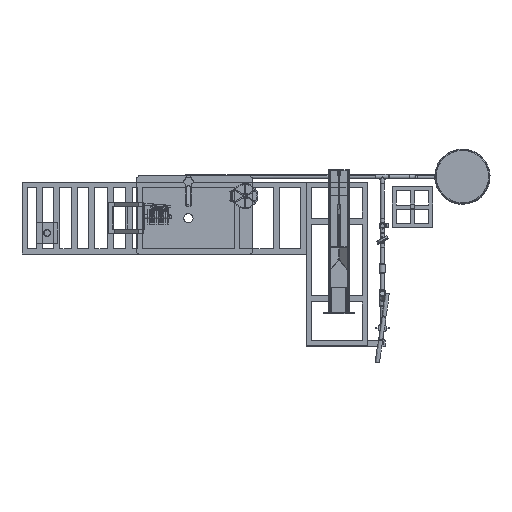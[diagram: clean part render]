
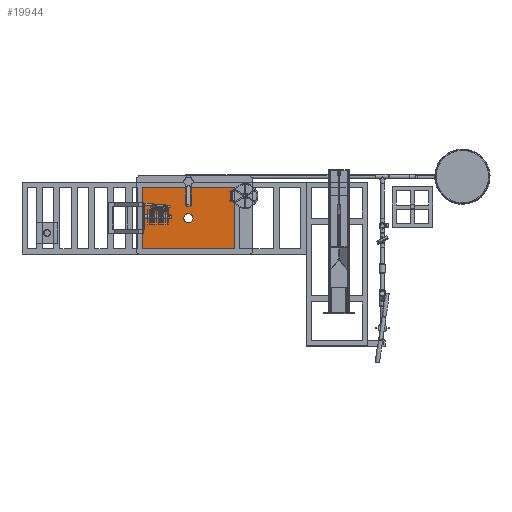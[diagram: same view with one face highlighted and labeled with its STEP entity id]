
A CAD part, top view. The second image highlights one B-rep face of the part: STEP entity #19944.
In plain terms, the highlighted planar face has unit normal (0, 0, 1).
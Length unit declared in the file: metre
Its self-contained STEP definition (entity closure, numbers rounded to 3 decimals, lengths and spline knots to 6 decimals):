
#1755=LINE('',#34832,#3334);
#1758=LINE('',#34838,#3337);
#1761=LINE('',#34844,#3340);
#1763=LINE('',#34847,#3342);
#3334=VECTOR('',#27407,1.);
#3337=VECTOR('',#27412,1.);
#3340=VECTOR('',#27417,1.);
#3342=VECTOR('',#27421,1.);
#6254=ORIENTED_EDGE('',*,*,#10392,.F.);
#6255=ORIENTED_EDGE('',*,*,#10383,.F.);
#6256=ORIENTED_EDGE('',*,*,#10386,.T.);
#6257=ORIENTED_EDGE('',*,*,#10389,.T.);
#6258=ORIENTED_EDGE('',*,*,#10391,.F.);
#10383=EDGE_CURVE('',#12656,#12653,#1755,.T.);
#10386=EDGE_CURVE('',#12656,#12658,#1758,.T.);
#10389=EDGE_CURVE('',#12658,#12660,#1761,.T.);
#10391=EDGE_CURVE('',#12653,#12660,#1763,.T.);
#10392=EDGE_CURVE('',#12661,#12661,#14042,.T.);
#12653=VERTEX_POINT('',#34826);
#12656=VERTEX_POINT('',#34831);
#12658=VERTEX_POINT('',#34837);
#12660=VERTEX_POINT('',#34843);
#12661=VERTEX_POINT('',#34850);
#14042=CIRCLE('',#23814,0.0225);
#15259=EDGE_LOOP('',(#6254));
#15260=EDGE_LOOP('',(#6255,#6256,#6257,#6258));
#17172=FACE_BOUND('',#15259,.T.);
#17173=FACE_BOUND('',#15260,.T.);
#18695=PLANE('',#23813);
#19944=ADVANCED_FACE('',(#17172,#17173),#18695,.T.);
#23813=AXIS2_PLACEMENT_3D('',#34848,#27422,#27423);
#23814=AXIS2_PLACEMENT_3D('',#34849,#27424,#27425);
#27407=DIRECTION('',(1.,0.,0.));
#27412=DIRECTION('',(0.,-1.,0.));
#27417=DIRECTION('',(1.,0.,0.));
#27421=DIRECTION('',(0.,-1.,0.));
#27422=DIRECTION('',(0.,0.,1.));
#27423=DIRECTION('',(1.,0.,0.));
#27424=DIRECTION('',(0.,0.,1.));
#27425=DIRECTION('',(1.,0.,0.));
#34826=CARTESIAN_POINT('',(0.148,0.223,-0.198));
#34831=CARTESIAN_POINT('',(-0.148,0.223,-0.198));
#34832=CARTESIAN_POINT('',(0.,0.223,-0.198));
#34837=CARTESIAN_POINT('',(-0.148,-0.223,-0.198));
#34838=CARTESIAN_POINT('',(-0.148,0.,-0.198));
#34843=CARTESIAN_POINT('',(0.148,-0.223,-0.198));
#34844=CARTESIAN_POINT('',(0.,-0.223,-0.198));
#34847=CARTESIAN_POINT('',(0.148,0.,-0.198));
#34848=CARTESIAN_POINT('',(0.,0.,-0.198));
#34849=CARTESIAN_POINT('',(0.,0.,-0.198));
#34850=CARTESIAN_POINT('',(0.0225,0.,-0.198));
